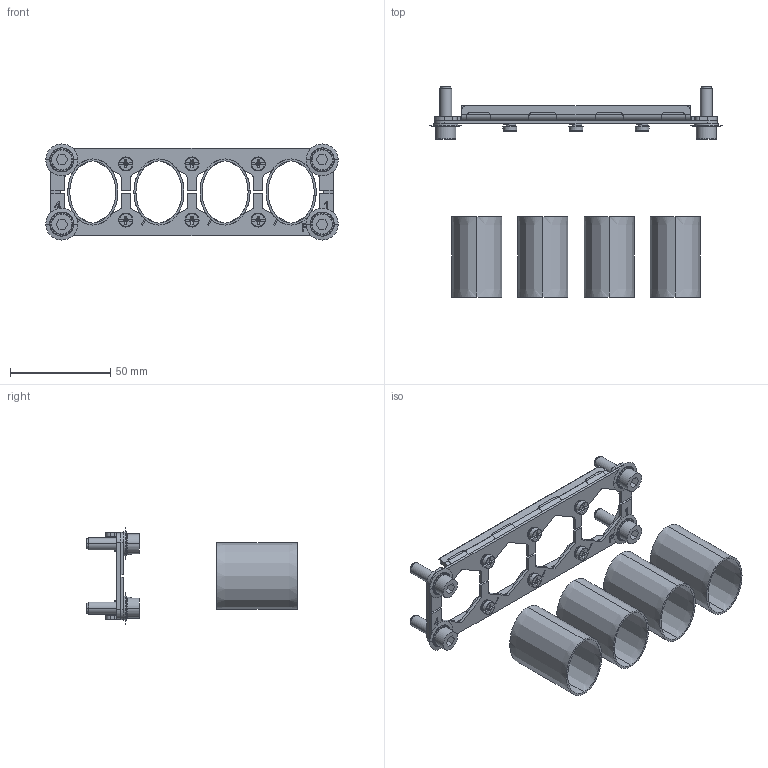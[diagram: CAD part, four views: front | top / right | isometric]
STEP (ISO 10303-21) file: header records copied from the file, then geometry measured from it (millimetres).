
FILE_DESCRIPTION((''),'2;1');
FILE_NAME('MSBR-1_1_ASM','2019-10-31T',('yaling.ye'),(''),'PRO/ENGINEER BY PARAMETRIC TECHNOLOGY CORPORATION, 2012480','PRO/ENGINEER BY PARAMETRIC TECHNOLOGY CORPORATION, 2012480','');
FILE_SCHEMA(('CONFIG_CONTROL_DESIGN'));
Products named in the file (16): MANIFOLD_SOLID_BREP_15659; MANIFOLD_SOLID_BREP_15919; MANIFOLD_SOLID_BREP_16179; MANIFOLD_SOLID_BREP_16439; MANIFOLD_SOLID_BREP_16699; MANIFOLD_SOLID_BREP_35739; MANIFOLD_SOLID_BREP_36418; MANIFOLD_SOLID_BREP_55414; MANIFOLD_SOLID_BREP_56093; MANIFOLD_SOLID_BREP_75137; MANIFOLD_SOLID_BREP_75816; MANIFOLD_SOLID_BREP_94924; MANIFOLD_SOLID_BREP_95603; MANIFOLD_SOLID_BREP_101008; MANIFOLD_SOLID_BREP_104786; MSBR-1_1_ASM
Assembly tree (15 placements, depth 2):
  MSBR-1_1_ASM
    MANIFOLD_SOLID_BREP_15659
    MANIFOLD_SOLID_BREP_15919
    MANIFOLD_SOLID_BREP_16179
    MANIFOLD_SOLID_BREP_16439
    MANIFOLD_SOLID_BREP_16699
    MANIFOLD_SOLID_BREP_35739
    MANIFOLD_SOLID_BREP_36418
    MANIFOLD_SOLID_BREP_55414
    MANIFOLD_SOLID_BREP_56093
    MANIFOLD_SOLID_BREP_75137
    MANIFOLD_SOLID_BREP_75816
    MANIFOLD_SOLID_BREP_94924
    MANIFOLD_SOLID_BREP_95603
    MANIFOLD_SOLID_BREP_101008
    MANIFOLD_SOLID_BREP_104786
Bounding box: 145.96 x 104.9 x 47.96 mm (x, y, z)
Volume: 28905 mm3; surface area: 55444.3 mm2
Topology: 15 solids, 37 shells, 1573 faces, 4329 edges, 2822 vertices
Faces by surface type: bspline 656, plane 457, cylinder 284, cone 132, torus 24, extrusion 20
Entity records: 111558 total; most frequent: CARTESIAN_POINT 66604, ORIENTED_EDGE 8496, DIRECTION 5025, EDGE_CURVE 4329, VERTEX_POINT 2822, B_SPLINE_CURVE_WITH_KNOTS 1994, AXIS2_PLACEMENT_3D 1722, EDGE_LOOP 1664
